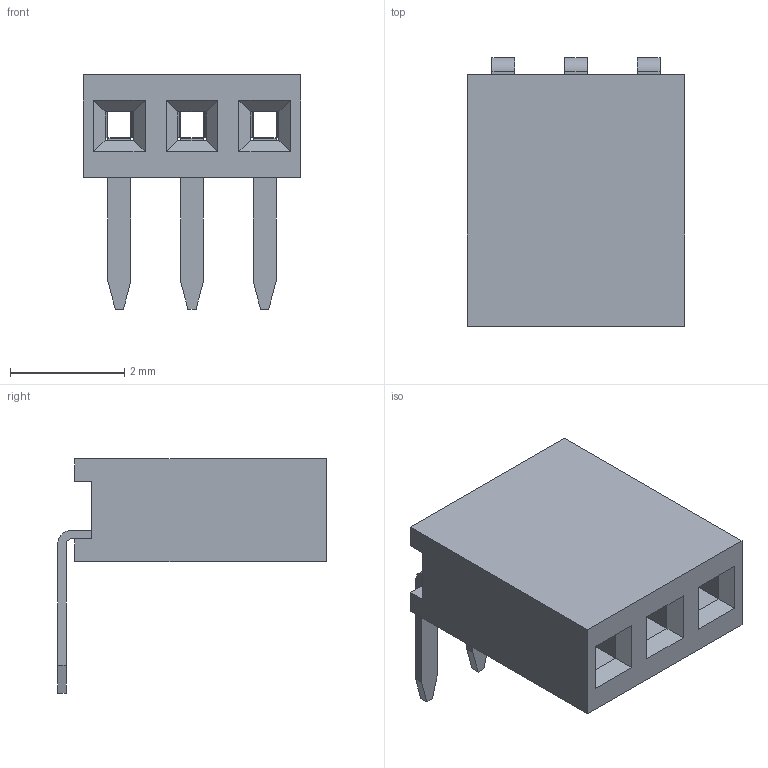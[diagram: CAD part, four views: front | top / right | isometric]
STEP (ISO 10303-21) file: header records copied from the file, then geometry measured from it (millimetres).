
FILE_DESCRIPTION(('STEP AP214'), '1');
FILE_NAME('PBS1.27-R', '', ('UNSPECIFIED'), ('UNSPECIFIED'), 'ASCON STEP Converter 1.6', 'ASCON Math Kernel', '');
FILE_SCHEMA(('AUTOMOTIVE_DESIGN { 1 0 10303 214 3 1 1}'));
Length unit declared in the file: millimetre
Bounding box: 3.81 x 4.7 x 4.1 mm (x, y, z)
Volume: 21.7 mm3; surface area: 166 mm2
Topology: 4 solids, 4 shells, 187 faces, 501 edges, 322 vertices
Faces by surface type: plane 160, cylinder 27
Entity records: 7287 total; most frequent: CARTESIAN_POINT 1011, ORIENTED_EDGE 1002, DIRECTION 931, EDGE_CURVE 501, LINE 447, VECTOR 447, VERTEX_POINT 322, AXIS2_PLACEMENT_3D 242
